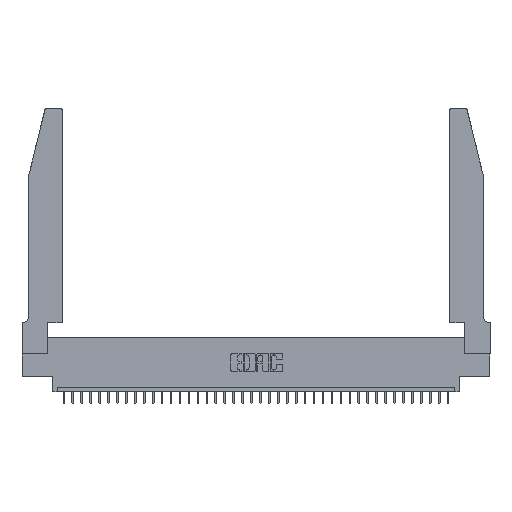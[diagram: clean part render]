
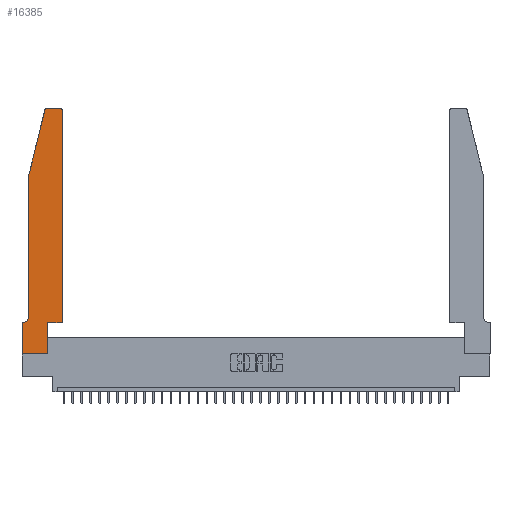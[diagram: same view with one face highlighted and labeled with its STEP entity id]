
A CAD part, top view. The second image highlights one B-rep face of the part: STEP entity #16385.
In plain terms, the highlighted planar face has unit normal (0, 0, 1).
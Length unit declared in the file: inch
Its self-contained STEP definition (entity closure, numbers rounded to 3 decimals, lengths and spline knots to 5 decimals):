
#394 = VERTEX_POINT ( 'NONE', #36474 ) ;
#2370 = CARTESIAN_POINT ( 'NONE',  ( 0., 0.35, 0.37 ) ) ;
#2567 = CARTESIAN_POINT ( 'NONE',  ( 0.4505, 0.35, 0.37 ) ) ;
#2708 = VERTEX_POINT ( 'NONE', #8478 ) ;
#3669 = ORIENTED_EDGE ( 'NONE', *, *, #36658, .T. ) ;
#4031 = CARTESIAN_POINT ( 'NONE',  ( 0.0755, 0.35, 0.37 ) ) ;
#4184 = EDGE_CURVE ( 'NONE', #11291, #13438, #23271, .T. ) ;
#5047 = FACE_OUTER_BOUND ( 'NONE', #11025, .T. ) ;
#5507 = ORIENTED_EDGE ( 'NONE', *, *, #15608, .T. ) ;
#6149 = CARTESIAN_POINT ( 'NONE',  ( 0.2865, 0.35, 0.37 ) ) ;
#6288 = EDGE_CURVE ( 'NONE', #12340, #394, #19931, .T. ) ;
#6584 = CARTESIAN_POINT ( 'NONE',  ( 0.0055, 0.35, 0.37 ) ) ;
#6717 = LINE ( 'NONE', #4031, #27375 ) ;
#7294 = DIRECTION ( 'NONE',  ( 0., -1., 0. ) ) ;
#7653 = ORIENTED_EDGE ( 'NONE', *, *, #25843, .T. ) ;
#7993 = CARTESIAN_POINT ( 'NONE',  ( 0.4505, 2.72, 0.37 ) ) ;
#8478 = CARTESIAN_POINT ( 'NONE',  ( 0.4505, 0.35, 0.37 ) ) ;
#9500 = CARTESIAN_POINT ( 'NONE',  ( 0.2605, 2.75, 0.37 ) ) ;
#9833 = CARTESIAN_POINT ( 'NONE',  ( 0., 0., 0.37 ) ) ;
#10254 = VECTOR ( 'NONE', #28234, 39.37008 ) ;
#10843 = LINE ( 'NONE', #33265, #32237 ) ;
#10945 = AXIS2_PLACEMENT_3D ( 'NONE', #24996, #22127, #31123 ) ;
#11025 = EDGE_LOOP ( 'NONE', ( #23637, #30847, #13237, #25276, #32027, #7653, #5507, #18349, #32001, #3669, #23443, #26042 ) ) ;
#11274 = DIRECTION ( 'NONE',  ( 1., 0., 0. ) ) ;
#11291 = VERTEX_POINT ( 'NONE', #17956 ) ;
#11375 = LINE ( 'NONE', #35096, #28683 ) ;
#11756 = DIRECTION ( 'NONE',  ( 1., 0., 0. ) ) ;
#12143 = CARTESIAN_POINT ( 'NONE',  ( 0.0755, 0.42, 0.37 ) ) ;
#12184 = LINE ( 'NONE', #9500, #19849 ) ;
#12340 = VERTEX_POINT ( 'NONE', #9833 ) ;
#12383 = DIRECTION ( 'NONE',  ( -1., 0., 0. ) ) ;
#12653 = VERTEX_POINT ( 'NONE', #27223 ) ;
#12948 = EDGE_CURVE ( 'NONE', #33104, #20231, #12184, .T. ) ;
#13043 = LINE ( 'NONE', #24725, #15006 ) ;
#13237 = ORIENTED_EDGE ( 'NONE', *, *, #17710, .T. ) ;
#13353 = VERTEX_POINT ( 'NONE', #6584 ) ;
#13438 = VERTEX_POINT ( 'NONE', #12143 ) ;
#15006 = VECTOR ( 'NONE', #7294, 39.37008 ) ;
#15506 = LINE ( 'NONE', #6149, #20079 ) ;
#15608 = EDGE_CURVE ( 'NONE', #24031, #12340, #13043, .T. ) ;
#15795 = DIRECTION ( 'NONE',  ( 0., 0., -1. ) ) ;
#15935 = CARTESIAN_POINT ( 'NONE',  ( 0.25487, 2.72718, 0.37 ) ) ;
#16385 = ADVANCED_FACE ( 'NONE', ( #5047 ), #16715, .T. ) ;
#16715 = PLANE ( 'NONE',  #18714 ) ;
#17710 = EDGE_CURVE ( 'NONE', #19792, #11291, #10843, .T. ) ;
#17956 = CARTESIAN_POINT ( 'NONE',  ( 0.0755, 2., 0.37 ) ) ;
#18188 = EDGE_CURVE ( 'NONE', #2708, #29654, #34339, .T. ) ;
#18321 = CARTESIAN_POINT ( 'NONE',  ( 0., 0., 0.37 ) ) ;
#18349 = ORIENTED_EDGE ( 'NONE', *, *, #6288, .T. ) ;
#18383 = DIRECTION ( 'NONE',  ( -1., 0., 0. ) ) ;
#18434 = AXIS2_PLACEMENT_3D ( 'NONE', #28340, #23138, #11274 ) ;
#18623 = EDGE_CURVE ( 'NONE', #13438, #13353, #28634, .T. ) ;
#18676 = CARTESIAN_POINT ( 'NONE',  ( 0.0055, 0.42, 0.37 ) ) ;
#18714 = AXIS2_PLACEMENT_3D ( 'NONE', #2370, #19387, #24967 ) ;
#19387 = DIRECTION ( 'NONE',  ( 0., 0., 1. ) ) ;
#19441 = EDGE_CURVE ( 'NONE', #20231, #19792, #29281, .T. ) ;
#19499 = VECTOR ( 'NONE', #26057, 39.37008 ) ;
#19792 = VERTEX_POINT ( 'NONE', #15935 ) ;
#19849 = VECTOR ( 'NONE', #21572, 39.37008 ) ;
#19931 = LINE ( 'NONE', #18321, #19499 ) ;
#20079 = VECTOR ( 'NONE', #23951, 39.37008 ) ;
#20231 = VERTEX_POINT ( 'NONE', #33142 ) ;
#21572 = DIRECTION ( 'NONE',  ( -1., 0., 0. ) ) ;
#22127 = DIRECTION ( 'NONE',  ( 0., 0., 1. ) ) ;
#22893 = CARTESIAN_POINT ( 'NONE',  ( 0.0755, 2., 0.37 ) ) ;
#23138 = DIRECTION ( 'NONE',  ( 0., 0., 1. ) ) ;
#23271 = LINE ( 'NONE', #22893, #28008 ) ;
#23443 = ORIENTED_EDGE ( 'NONE', *, *, #18188, .T. ) ;
#23460 = DIRECTION ( 'NONE',  ( 0., -1., 0. ) ) ;
#23637 = ORIENTED_EDGE ( 'NONE', *, *, #12948, .T. ) ;
#23719 = AXIS2_PLACEMENT_3D ( 'NONE', #18676, #15795, #12383 ) ;
#23951 = DIRECTION ( 'NONE',  ( 0., 1., 0. ) ) ;
#24031 = VERTEX_POINT ( 'NONE', #32431 ) ;
#24725 = CARTESIAN_POINT ( 'NONE',  ( 0., 0., 0.37 ) ) ;
#24967 = DIRECTION ( 'NONE',  ( 1., 0., 0. ) ) ;
#24996 = CARTESIAN_POINT ( 'NONE',  ( 0.284, 2.72, 0.37 ) ) ;
#25276 = ORIENTED_EDGE ( 'NONE', *, *, #4184, .T. ) ;
#25843 = EDGE_CURVE ( 'NONE', #13353, #24031, #6717, .T. ) ;
#26042 = ORIENTED_EDGE ( 'NONE', *, *, #33172, .T. ) ;
#26057 = DIRECTION ( 'NONE',  ( 1., 0., 0. ) ) ;
#27223 = CARTESIAN_POINT ( 'NONE',  ( 0.2865, 0.35, 0.37 ) ) ;
#27375 = VECTOR ( 'NONE', #18383, 39.37008 ) ;
#28008 = VECTOR ( 'NONE', #23460, 39.37008 ) ;
#28234 = DIRECTION ( 'NONE',  ( 0., 1., 0. ) ) ;
#28340 = CARTESIAN_POINT ( 'NONE',  ( 0.4205, 2.72, 0.37 ) ) ;
#28634 = CIRCLE ( 'NONE', #23719, 0.07 ) ;
#28683 = VECTOR ( 'NONE', #11756, 39.37008 ) ;
#28976 = EDGE_CURVE ( 'NONE', #394, #12653, #15506, .T. ) ;
#29281 = CIRCLE ( 'NONE', #10945, 0.03 ) ;
#29654 = VERTEX_POINT ( 'NONE', #7993 ) ;
#30074 = CIRCLE ( 'NONE', #18434, 0.03 ) ;
#30847 = ORIENTED_EDGE ( 'NONE', *, *, #19441, .T. ) ;
#31123 = DIRECTION ( 'NONE',  ( 1., 0., 0. ) ) ;
#31397 = CARTESIAN_POINT ( 'NONE',  ( 0.4205, 2.75, 0.37 ) ) ;
#32001 = ORIENTED_EDGE ( 'NONE', *, *, #28976, .T. ) ;
#32027 = ORIENTED_EDGE ( 'NONE', *, *, #18623, .T. ) ;
#32237 = VECTOR ( 'NONE', #34010, 39.37008 ) ;
#32431 = CARTESIAN_POINT ( 'NONE',  ( 0., 0.35, 0.37 ) ) ;
#33104 = VERTEX_POINT ( 'NONE', #31397 ) ;
#33142 = CARTESIAN_POINT ( 'NONE',  ( 0.284, 2.75, 0.37 ) ) ;
#33172 = EDGE_CURVE ( 'NONE', #29654, #33104, #30074, .T. ) ;
#33265 = CARTESIAN_POINT ( 'NONE',  ( 0.0755, 2., 0.37 ) ) ;
#34010 = DIRECTION ( 'NONE',  ( -0.239, -0.971, 0. ) ) ;
#34339 = LINE ( 'NONE', #2567, #10254 ) ;
#35096 = CARTESIAN_POINT ( 'NONE',  ( 0.4505, 0.35, 0.37 ) ) ;
#36474 = CARTESIAN_POINT ( 'NONE',  ( 0.2865, 0., 0.37 ) ) ;
#36658 = EDGE_CURVE ( 'NONE', #12653, #2708, #11375, .T. ) ;
